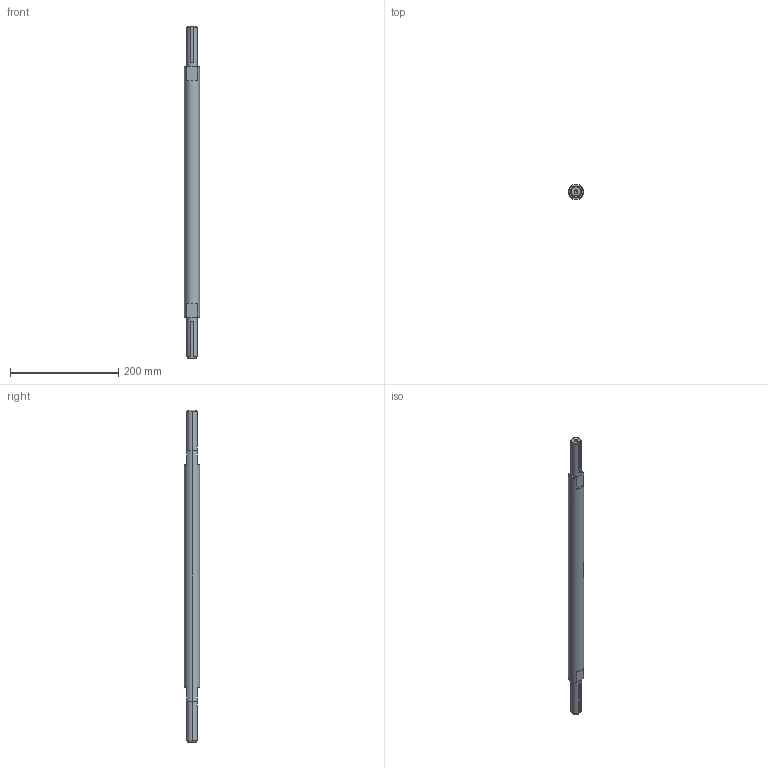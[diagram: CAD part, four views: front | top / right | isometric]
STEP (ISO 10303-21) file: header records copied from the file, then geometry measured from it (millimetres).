
FILE_DESCRIPTION (( 'STEP AP203' ), '1' );
FILE_NAME ('OUT-P20102_AXE_26072021.STEP', '2021-07-26T16:24:21', ( '' ), ( '' ), 'SwSTEP 2.0', 'SolidWorks 2020', '' );
FILE_SCHEMA (( 'CONFIG_CONTROL_DESIGN' ));
Length unit declared in the file: millimetre
Products named in the file (1): OUT-P20102_AXE_26072021
Bounding box: 28 x 27.9 x 612.5 mm (x, y, z)
Volume: 321873.6 mm3; surface area: 52915.9 mm2
Topology: 1 solids, 1 shells, 49 faces, 127 edges, 78 vertices
Faces by surface type: plane 20, cone 16, cylinder 13
Entity records: 1616 total; most frequent: CARTESIAN_POINT 350, DIRECTION 257, ORIENTED_EDGE 246, EDGE_CURVE 123, AXIS2_PLACEMENT_3D 99, VERTEX_POINT 78, VECTOR 59, LINE 59
